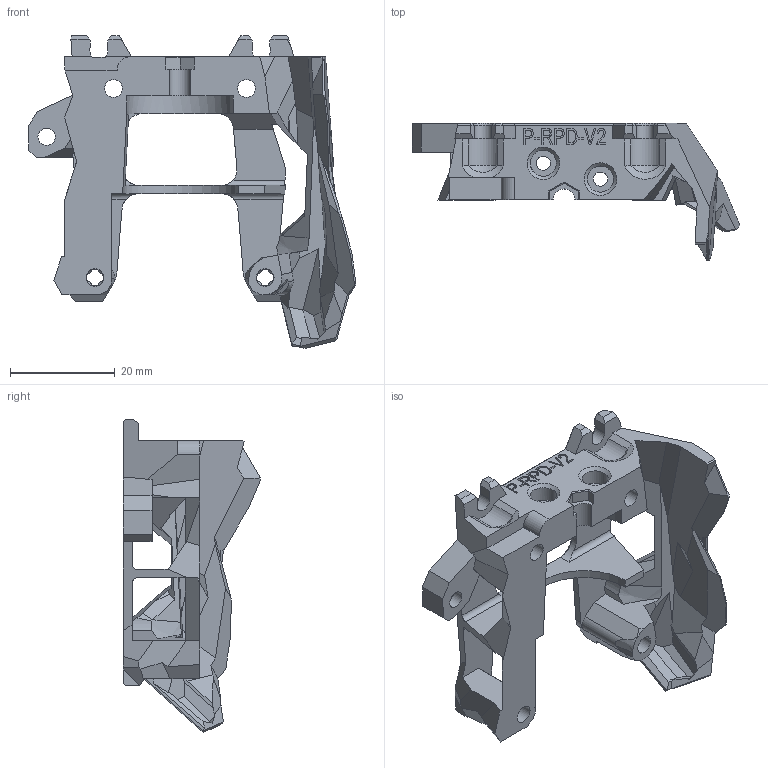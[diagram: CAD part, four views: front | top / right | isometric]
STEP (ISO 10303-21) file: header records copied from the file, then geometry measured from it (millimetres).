
FILE_DESCRIPTION (( 'STEP AP214' ), '1' );
FILE_NAME ('SBRapidoV2 TH Rear CW2_1.STEP', '2024-01-18T15:59:58', ( '' ), ( '' ), 'SwSTEP 2.0', 'SolidWorks 2024', '' );
FILE_SCHEMA (( 'AUTOMOTIVE_DESIGN' ));
Length unit declared in the file: millimetre
Products named in the file (1): SBRapidoV2 TH Rear CW2_1
Bounding box: 62.59 x 26.26 x 59.7 mm (x, y, z)
Volume: 11470 mm3; surface area: 10023.6 mm2
Topology: 1 solids, 1 shells, 605 faces, 1730 edges, 1116 vertices
Faces by surface type: plane 464, cylinder 76, bspline 42, cone 23
Full cylindrical faces by diameter (mm): 2.7 x2, 3.3 x1, 3.4 x6, 5 x2, 6 x2, 6.1 x1
Entity records: 22078 total; most frequent: CARTESIAN_POINT 6808, ORIENTED_EDGE 3398, DIRECTION 2778, EDGE_CURVE 1699, VECTOR 1368, LINE 1368, VERTEX_POINT 1106, AXIS2_PLACEMENT_3D 705
